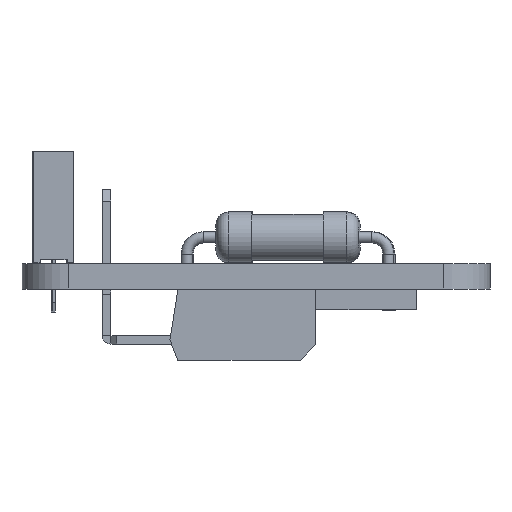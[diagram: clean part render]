
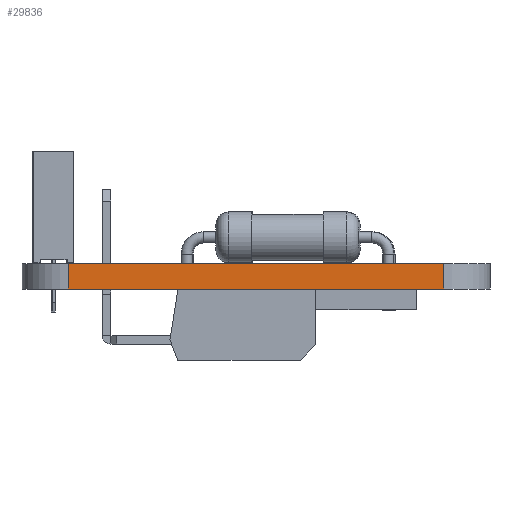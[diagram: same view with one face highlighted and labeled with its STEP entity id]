
A CAD part, front view. The second image highlights one B-rep face of the part: STEP entity #29836.
In plain terms, the highlighted planar face has unit normal (0, -1, 0).
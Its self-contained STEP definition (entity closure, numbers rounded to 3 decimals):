
#24888 = PLANE('',#24889);
#24889 = AXIS2_PLACEMENT_3D('',#24890,#24891,#24892);
#24890 = CARTESIAN_POINT('',(36.046,-121.726,1.6));
#24891 = DIRECTION('',(0.,0.,1.));
#24892 = DIRECTION('',(1.,0.,-0.));
#24942 = PLANE('',#24943);
#24943 = AXIS2_PLACEMENT_3D('',#24944,#24945,#24946);
#24944 = CARTESIAN_POINT('',(36.046,-121.726,0.));
#24945 = DIRECTION('',(0.,0.,1.));
#24946 = DIRECTION('',(1.,0.,-0.));
#25339 = VERTEX_POINT('',#25340);
#25340 = CARTESIAN_POINT('',(24.521,-157.43,0.));
#25355 = CYLINDRICAL_SURFACE('',#25356,2.911);
#25356 = AXIS2_PLACEMENT_3D('',#25357,#25358,#25359);
#25357 = CARTESIAN_POINT('',(24.521,-154.519,0.));
#25358 = DIRECTION('',(-0.,-0.,-1.));
#25359 = DIRECTION('',(1.,0.,-0.));
#25367 = EDGE_CURVE('',#25339,#25368,#25370,.T.);
#25368 = VERTEX_POINT('',#25369);
#25369 = CARTESIAN_POINT('',(48.159,-157.43,0.));
#25370 = SURFACE_CURVE('',#25371,(#25375,#25382),.PCURVE_S1.);
#25371 = LINE('',#25372,#25373);
#25372 = CARTESIAN_POINT('',(24.521,-157.43,0.));
#25373 = VECTOR('',#25374,1.);
#25374 = DIRECTION('',(1.,0.,0.));
#25375 = PCURVE('',#24942,#25376);
#25376 = DEFINITIONAL_REPRESENTATION('',(#25377),#25381);
#25377 = LINE('',#25378,#25379);
#25378 = CARTESIAN_POINT('',(-11.524,-35.704));
#25379 = VECTOR('',#25380,1.);
#25380 = DIRECTION('',(1.,0.));
#25381 = ( GEOMETRIC_REPRESENTATION_CONTEXT(2) 
PARAMETRIC_REPRESENTATION_CONTEXT() REPRESENTATION_CONTEXT('2D SPACE',''
  ) );
#25382 = PCURVE('',#25383,#25388);
#25383 = PLANE('',#25384);
#25384 = AXIS2_PLACEMENT_3D('',#25385,#25386,#25387);
#25385 = CARTESIAN_POINT('',(24.521,-157.43,0.));
#25386 = DIRECTION('',(0.,1.,-0.));
#25387 = DIRECTION('',(1.,0.,0.));
#25388 = DEFINITIONAL_REPRESENTATION('',(#25389),#25393);
#25389 = LINE('',#25390,#25391);
#25390 = CARTESIAN_POINT('',(0.,0.));
#25391 = VECTOR('',#25392,1.);
#25392 = DIRECTION('',(1.,0.));
#25393 = ( GEOMETRIC_REPRESENTATION_CONTEXT(2) 
PARAMETRIC_REPRESENTATION_CONTEXT() REPRESENTATION_CONTEXT('2D SPACE',''
  ) );
#25412 = CYLINDRICAL_SURFACE('',#25413,2.911);
#25413 = AXIS2_PLACEMENT_3D('',#25414,#25415,#25416);
#25414 = CARTESIAN_POINT('',(48.159,-154.519,0.));
#25415 = DIRECTION('',(-0.,-0.,-1.));
#25416 = DIRECTION('',(1.,0.,-0.));
#27639 = VERTEX_POINT('',#27640);
#27640 = CARTESIAN_POINT('',(24.521,-157.43,1.6));
#27662 = EDGE_CURVE('',#27639,#27663,#27665,.T.);
#27663 = VERTEX_POINT('',#27664);
#27664 = CARTESIAN_POINT('',(48.159,-157.43,1.6));
#27665 = SURFACE_CURVE('',#27666,(#27670,#27677),.PCURVE_S1.);
#27666 = LINE('',#27667,#27668);
#27667 = CARTESIAN_POINT('',(24.521,-157.43,1.6));
#27668 = VECTOR('',#27669,1.);
#27669 = DIRECTION('',(1.,0.,0.));
#27670 = PCURVE('',#24888,#27671);
#27671 = DEFINITIONAL_REPRESENTATION('',(#27672),#27676);
#27672 = LINE('',#27673,#27674);
#27673 = CARTESIAN_POINT('',(-11.524,-35.704));
#27674 = VECTOR('',#27675,1.);
#27675 = DIRECTION('',(1.,0.));
#27676 = ( GEOMETRIC_REPRESENTATION_CONTEXT(2) 
PARAMETRIC_REPRESENTATION_CONTEXT() REPRESENTATION_CONTEXT('2D SPACE',''
  ) );
#27677 = PCURVE('',#25383,#27678);
#27678 = DEFINITIONAL_REPRESENTATION('',(#27679),#27683);
#27679 = LINE('',#27680,#27681);
#27680 = CARTESIAN_POINT('',(0.,-1.6));
#27681 = VECTOR('',#27682,1.);
#27682 = DIRECTION('',(1.,0.));
#27683 = ( GEOMETRIC_REPRESENTATION_CONTEXT(2) 
PARAMETRIC_REPRESENTATION_CONTEXT() REPRESENTATION_CONTEXT('2D SPACE',''
  ) );
#29786 = EDGE_CURVE('',#25368,#27663,#29787,.T.);
#29787 = SURFACE_CURVE('',#29788,(#29792,#29799),.PCURVE_S1.);
#29788 = LINE('',#29789,#29790);
#29789 = CARTESIAN_POINT('',(48.159,-157.43,0.));
#29790 = VECTOR('',#29791,1.);
#29791 = DIRECTION('',(0.,0.,1.));
#29792 = PCURVE('',#25412,#29793);
#29793 = DEFINITIONAL_REPRESENTATION('',(#29794),#29798);
#29794 = LINE('',#29795,#29796);
#29795 = CARTESIAN_POINT('',(-4.712,0.));
#29796 = VECTOR('',#29797,1.);
#29797 = DIRECTION('',(-0.,-1.));
#29798 = ( GEOMETRIC_REPRESENTATION_CONTEXT(2) 
PARAMETRIC_REPRESENTATION_CONTEXT() REPRESENTATION_CONTEXT('2D SPACE',''
  ) );
#29799 = PCURVE('',#25383,#29800);
#29800 = DEFINITIONAL_REPRESENTATION('',(#29801),#29805);
#29801 = LINE('',#29802,#29803);
#29802 = CARTESIAN_POINT('',(23.637,0.));
#29803 = VECTOR('',#29804,1.);
#29804 = DIRECTION('',(0.,-1.));
#29805 = ( GEOMETRIC_REPRESENTATION_CONTEXT(2) 
PARAMETRIC_REPRESENTATION_CONTEXT() REPRESENTATION_CONTEXT('2D SPACE',''
  ) );
#29836 = ADVANCED_FACE('',(#29837),#25383,.F.);
#29837 = FACE_BOUND('',#29838,.F.);
#29838 = EDGE_LOOP('',(#29839,#29860,#29861,#29862));
#29839 = ORIENTED_EDGE('',*,*,#29840,.T.);
#29840 = EDGE_CURVE('',#25339,#27639,#29841,.T.);
#29841 = SURFACE_CURVE('',#29842,(#29846,#29853),.PCURVE_S1.);
#29842 = LINE('',#29843,#29844);
#29843 = CARTESIAN_POINT('',(24.521,-157.43,0.));
#29844 = VECTOR('',#29845,1.);
#29845 = DIRECTION('',(0.,0.,1.));
#29846 = PCURVE('',#25383,#29847);
#29847 = DEFINITIONAL_REPRESENTATION('',(#29848),#29852);
#29848 = LINE('',#29849,#29850);
#29849 = CARTESIAN_POINT('',(0.,0.));
#29850 = VECTOR('',#29851,1.);
#29851 = DIRECTION('',(0.,-1.));
#29852 = ( GEOMETRIC_REPRESENTATION_CONTEXT(2) 
PARAMETRIC_REPRESENTATION_CONTEXT() REPRESENTATION_CONTEXT('2D SPACE',''
  ) );
#29853 = PCURVE('',#25355,#29854);
#29854 = DEFINITIONAL_REPRESENTATION('',(#29855),#29859);
#29855 = LINE('',#29856,#29857);
#29856 = CARTESIAN_POINT('',(-4.712,0.));
#29857 = VECTOR('',#29858,1.);
#29858 = DIRECTION('',(-0.,-1.));
#29859 = ( GEOMETRIC_REPRESENTATION_CONTEXT(2) 
PARAMETRIC_REPRESENTATION_CONTEXT() REPRESENTATION_CONTEXT('2D SPACE',''
  ) );
#29860 = ORIENTED_EDGE('',*,*,#27662,.T.);
#29861 = ORIENTED_EDGE('',*,*,#29786,.F.);
#29862 = ORIENTED_EDGE('',*,*,#25367,.F.);
